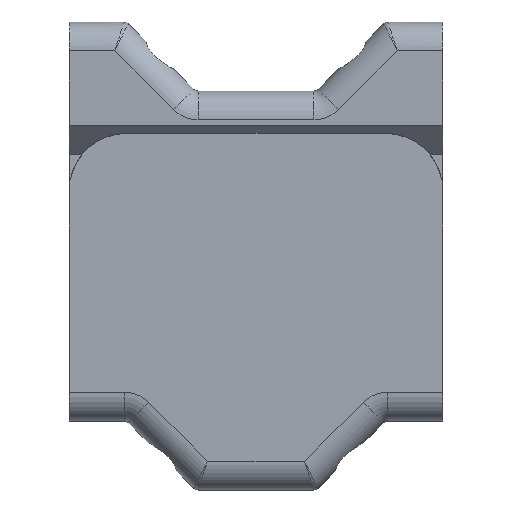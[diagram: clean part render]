
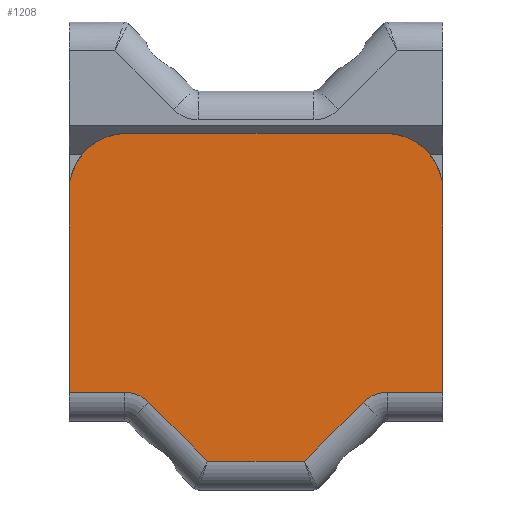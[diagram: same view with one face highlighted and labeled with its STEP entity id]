
A CAD part, top view. The second image highlights one B-rep face of the part: STEP entity #1208.
In plain terms, the highlighted planar face has unit normal (0, 0, 1).
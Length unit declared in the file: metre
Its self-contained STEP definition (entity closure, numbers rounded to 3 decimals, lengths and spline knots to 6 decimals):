
#104=CIRCLE('',#1303,0.003);
#108=CIRCLE('',#1311,0.003);
#112=CIRCLE('',#1319,0.005);
#113=CIRCLE('',#1320,0.005);
#224=ORIENTED_EDGE('',*,*,#552,.F.);
#225=ORIENTED_EDGE('',*,*,#554,.F.);
#226=ORIENTED_EDGE('',*,*,#555,.T.);
#227=ORIENTED_EDGE('',*,*,#556,.F.);
#228=ORIENTED_EDGE('',*,*,#512,.F.);
#229=ORIENTED_EDGE('',*,*,#547,.T.);
#230=ORIENTED_EDGE('',*,*,#541,.T.);
#231=ORIENTED_EDGE('',*,*,#538,.T.);
#232=ORIENTED_EDGE('',*,*,#536,.T.);
#233=ORIENTED_EDGE('',*,*,#535,.T.);
#234=ORIENTED_EDGE('',*,*,#531,.T.);
#235=ORIENTED_EDGE('',*,*,#545,.T.);
#512=EDGE_CURVE('',#688,#689,#805,.T.);
#531=EDGE_CURVE('',#704,#703,#104,.T.);
#535=EDGE_CURVE('',#697,#704,#808,.T.);
#536=EDGE_CURVE('',#699,#697,#809,.T.);
#538=EDGE_CURVE('',#706,#699,#811,.F.);
#541=EDGE_CURVE('',#708,#706,#108,.T.);
#545=EDGE_CURVE('',#703,#710,#813,.T.);
#547=EDGE_CURVE('',#688,#708,#815,.T.);
#552=EDGE_CURVE('',#715,#710,#820,.T.);
#554=EDGE_CURVE('',#716,#715,#112,.T.);
#555=EDGE_CURVE('',#716,#717,#822,.T.);
#556=EDGE_CURVE('',#689,#717,#113,.T.);
#688=VERTEX_POINT('',#1783);
#689=VERTEX_POINT('',#1785);
#697=VERTEX_POINT('',#1979);
#699=VERTEX_POINT('',#2004);
#703=VERTEX_POINT('',#2090);
#704=VERTEX_POINT('',#2092);
#706=VERTEX_POINT('',#2104);
#708=VERTEX_POINT('',#2110);
#710=VERTEX_POINT('',#2116);
#715=VERTEX_POINT('',#2130);
#716=VERTEX_POINT('',#2135);
#717=VERTEX_POINT('',#2137);
#805=LINE('',#1784,#883);
#808=LINE('',#2098,#886);
#809=LINE('',#2100,#887);
#811=LINE('',#2103,#889);
#813=LINE('',#2118,#891);
#815=LINE('',#2121,#893);
#820=LINE('',#2131,#898);
#822=LINE('',#2136,#900);
#883=VECTOR('',#1436,1.);
#886=VECTOR('',#1461,1.);
#887=VECTOR('',#1464,1.);
#889=VECTOR('',#1468,1.);
#891=VECTOR('',#1484,1.);
#893=VECTOR('',#1488,1.);
#898=VECTOR('',#1495,1.);
#900=VECTOR('',#1501,1.);
#977=EDGE_LOOP('',(#224,#225,#226,#227,#228,#229,#230,#231,#232,#233,#234,
#235));
#1077=FACE_BOUND('',#977,.T.);
#1160=PLANE('',#1318);
#1208=ADVANCED_FACE('',(#1077),#1160,.F.);
#1303=AXIS2_PLACEMENT_3D('',#2091,#1452,#1453);
#1311=AXIS2_PLACEMENT_3D('',#2109,#1474,#1475);
#1318=AXIS2_PLACEMENT_3D('',#2133,#1497,#1498);
#1319=AXIS2_PLACEMENT_3D('',#2134,#1499,#1500);
#1320=AXIS2_PLACEMENT_3D('',#2138,#1502,#1503);
#1436=DIRECTION('',(0.,1.,0.));
#1452=DIRECTION('',(0.,0.,-1.));
#1453=DIRECTION('',(-1.,0.,0.));
#1461=DIRECTION('',(0.707,0.707,0.));
#1464=DIRECTION('',(1.,0.,0.));
#1468=DIRECTION('',(-0.707,0.707,0.));
#1474=DIRECTION('',(0.,0.,-1.));
#1475=DIRECTION('',(-1.,0.,0.));
#1484=DIRECTION('',(1.,0.,0.));
#1488=DIRECTION('',(1.,0.,0.));
#1495=DIRECTION('',(0.,-1.,0.));
#1497=DIRECTION('',(0.,0.,-1.));
#1498=DIRECTION('',(-1.,0.,0.));
#1499=DIRECTION('',(0.,0.,-1.));
#1500=DIRECTION('',(-1.,0.,0.));
#1501=DIRECTION('',(-1.,0.,0.));
#1502=DIRECTION('',(0.,0.,-1.));
#1503=DIRECTION('',(-1.,0.,0.));
#1783=CARTESIAN_POINT('',(0.0659,0.032804,0.005));
#1784=CARTESIAN_POINT('',(0.0659,0.052304,0.005));
#1785=CARTESIAN_POINT('',(0.0659,0.050304,0.005));
#1979=CARTESIAN_POINT('',(0.086364,0.026804,0.005));
#2004=CARTESIAN_POINT('',(0.077936,0.026804,0.005));
#2090=CARTESIAN_POINT('',(0.093607,0.032804,0.005));
#2091=CARTESIAN_POINT('',(0.093607,0.029804,0.005));
#2092=CARTESIAN_POINT('',(0.091486,0.031925,0.005));
#2098=CARTESIAN_POINT('',(0.091486,0.031925,0.005));
#2100=CARTESIAN_POINT('',(0.087193,0.026804,0.005));
#2103=CARTESIAN_POINT('',(0.078521,0.026218,0.005));
#2104=CARTESIAN_POINT('',(0.072814,0.031925,0.005));
#2109=CARTESIAN_POINT('',(0.070693,0.029804,0.005));
#2110=CARTESIAN_POINT('',(0.070693,0.032804,0.005));
#2116=CARTESIAN_POINT('',(0.0984,0.032804,0.005));
#2118=CARTESIAN_POINT('',(0.0984,0.032804,0.005));
#2121=CARTESIAN_POINT('',(0.070693,0.032804,0.005));
#2130=CARTESIAN_POINT('',(0.0984,0.050304,0.005));
#2131=CARTESIAN_POINT('',(0.0984,0.055304,0.005));
#2133=CARTESIAN_POINT('',(0.0684,0.052304,0.005));
#2134=CARTESIAN_POINT('',(0.0934,0.050304,0.005));
#2135=CARTESIAN_POINT('',(0.0934,0.055304,0.005));
#2136=CARTESIAN_POINT('',(0.08215,0.055304,0.005));
#2137=CARTESIAN_POINT('',(0.0709,0.055304,0.005));
#2138=CARTESIAN_POINT('',(0.0709,0.050304,0.005));
